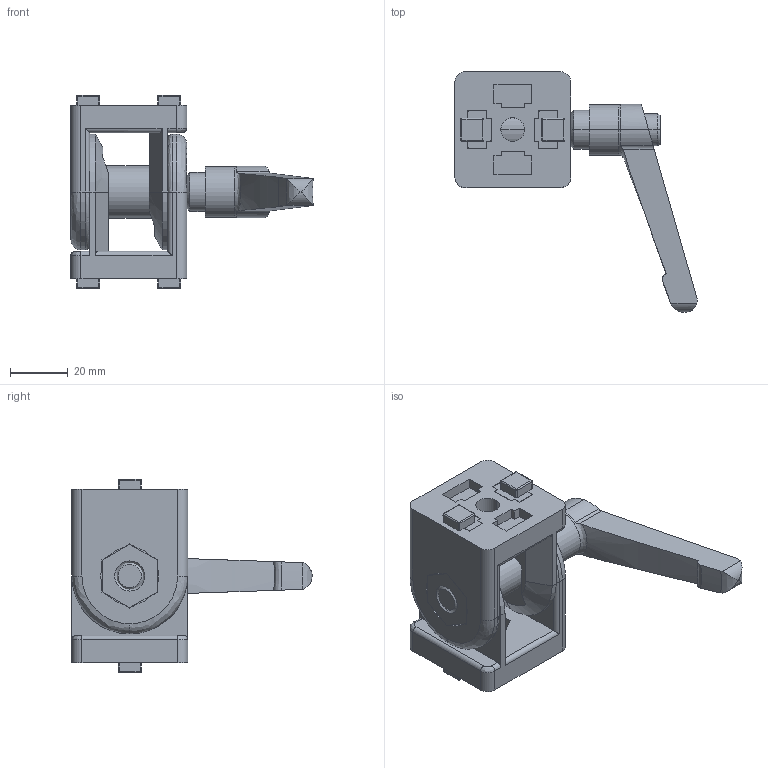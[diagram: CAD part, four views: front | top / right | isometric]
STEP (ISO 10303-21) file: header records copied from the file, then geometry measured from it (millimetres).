
FILE_DESCRIPTION (( 'STEP AP214' ), '1' );
FILE_NAME ('SZ1021N Heavy Duty Joint 40x40. Clamp Lever.STEP', '2021-10-20T14:43:24', ( '' ), ( '' ), 'SwSTEP 2.0', 'SolidWorks 2021', '' );
FILE_SCHEMA (( 'AUTOMOTIVE_DESIGN' ));
Length unit declared in the file: millimetre
Products named in the file (1): SZ1021N Heavy Duty Joint 40x40. Clamp Lever
Bounding box: 83.69 x 83 x 66.8 mm (x, y, z)
Volume: 74298.3 mm3; surface area: 34790.6 mm2
Topology: 10 solids, 10 shells, 567 faces, 1502 edges, 957 vertices
Faces by surface type: plane 308, cylinder 202, bspline 35, cone 22
Entity records: 24682 total; most frequent: CARTESIAN_POINT 4224, ORIENTED_EDGE 2972, DIRECTION 2920, EDGE_CURVE 1486, LINE 1012, VECTOR 1012, VERTEX_POINT 957, AXIS2_PLACEMENT_3D 954
